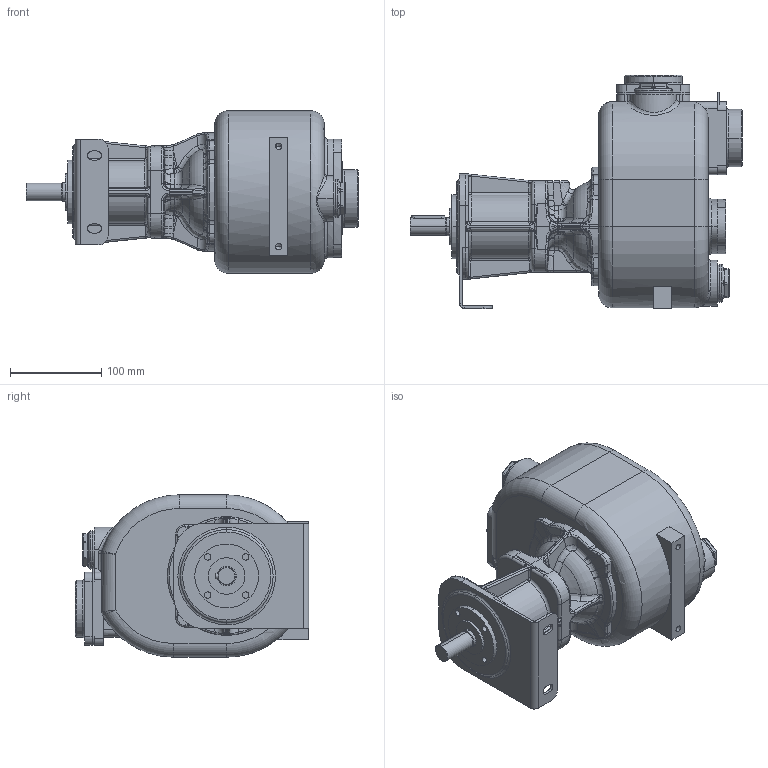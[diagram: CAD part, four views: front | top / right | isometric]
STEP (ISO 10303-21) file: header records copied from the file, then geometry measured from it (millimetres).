
FILE_DESCRIPTION((''),'2;1');
FILE_NAME('S_40_B','2023-04-03T14:06:39',('Nicola'),(''),'CREO PARAMETRIC BY PTC INC, 2022284','CREO PARAMETRIC BY PTC INC, 2022284','');
FILE_SCHEMA(('CONFIG_CONTROL_DESIGN'));
Products named in the file (1): S_40_B
Bounding box: 363.8 x 256 x 178 mm (x, y, z)
Volume: 5560086 mm3; surface area: 292143.4 mm2
Topology: 1 solids, 1 shells, 978 faces, 2288 edges, 1351 vertices
Faces by surface type: bspline 349, cylinder 307, plane 206, torus 83, cone 20, sphere 8, revolution 3, extrusion 2
Entity records: 46993 total; most frequent: CARTESIAN_POINT 26767, ORIENTED_EDGE 4568, DIRECTION 3778, EDGE_CURVE 2284, AXIS2_PLACEMENT_3D 1561, VERTEX_POINT 1351, EDGE_LOOP 1033, FACE_OUTER_BOUND 978
